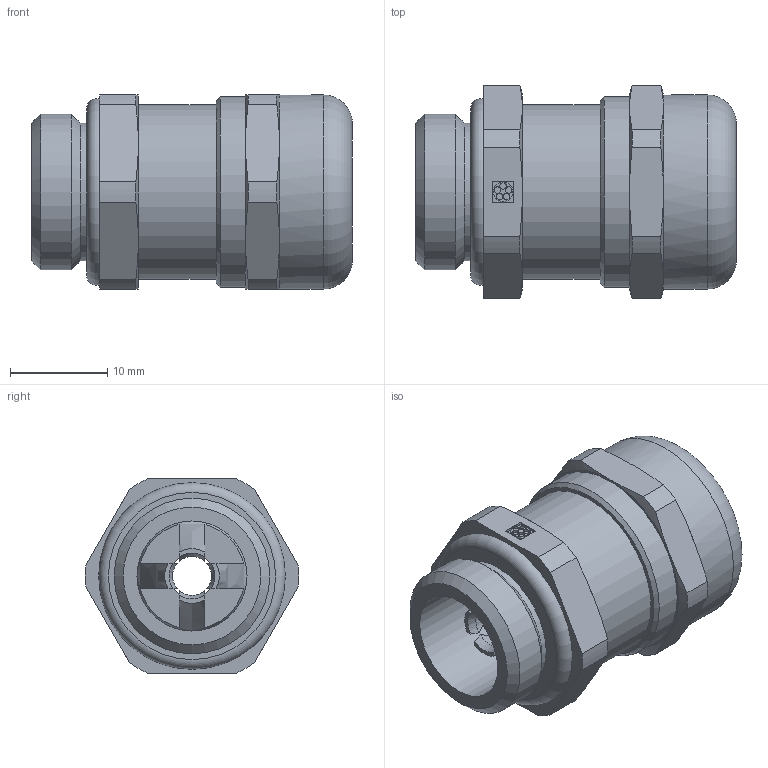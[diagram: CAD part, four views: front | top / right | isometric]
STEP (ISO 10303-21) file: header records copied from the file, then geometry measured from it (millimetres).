
FILE_DESCRIPTION( ( 'STEP AP214' ), '1' );
FILE_NAME( 'SKINTOP MS-SC-M 16x1,5 Art. Nr. 53112620(F=4.5,G=4).stp', '2020-06-03T09:24:10', ( 'License CC BY-ND 4.0' ), ( 'CADENAS' ), ' ', 'PARTsolutions', ' ' );
FILE_SCHEMA( ( 'AUTOMOTIVE_DESIGN { 1 0 10303 214 1 1 1 1 }' ) );
Length unit declared in the file: millimetre
Products named in the file (1): _SKINTOP MS-SC-M 16x1,5      Art. Nr. 53112620(F=4.5,G=4)
Bounding box: 33 x 21.99 x 20 mm (x, y, z)
Volume: 7636.3 mm3; surface area: 3680.6 mm2
Topology: 1 solids, 1 shells, 110 faces, 280 edges, 180 vertices
Faces by surface type: plane 48, cylinder 33, cone 27, torus 2
Full cylindrical faces by diameter (mm): 4.5 x1, 11.336 x1, 14.16 x1, 16 x1, 18 x1, 19.6 x1, 19.98 x1
Entity records: 4272 total; most frequent: CARTESIAN_POINT 824, DIRECTION 522, ORIENTED_EDGE 522, EDGE_CURVE 261, AXIS2_PLACEMENT_3D 212, VERTEX_POINT 178, EDGE_LOOP 136, FACE_OUTER_BOUND 119
